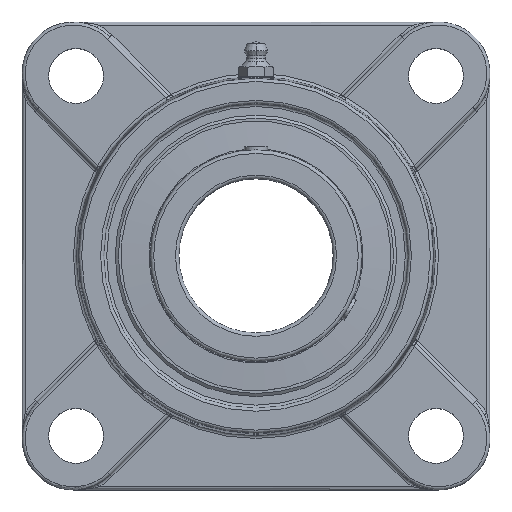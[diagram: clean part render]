
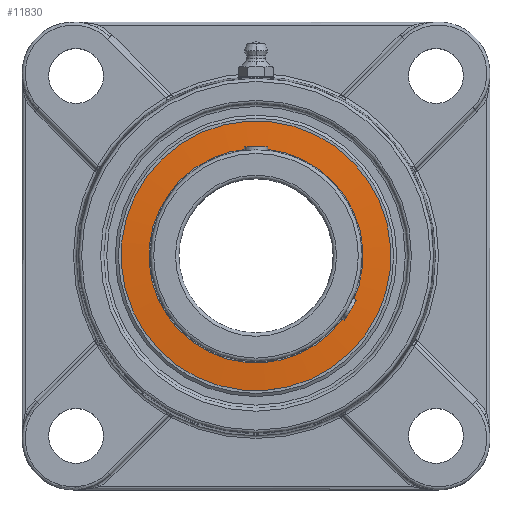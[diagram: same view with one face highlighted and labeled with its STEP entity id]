
A CAD part, top view. The second image highlights one B-rep face of the part: STEP entity #11830.
In plain terms, the highlighted conical face has half-angle 86.103 degrees and reference radius 35.306 mm.
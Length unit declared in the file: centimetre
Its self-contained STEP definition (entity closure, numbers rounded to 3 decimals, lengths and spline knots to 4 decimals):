
#11766=CARTESIAN_POINT('',(1.1379,-3.937,0.));
#11767=VERTEX_POINT('',#11766);
#11777=CARTESIAN_POINT('',(1.1379,3.937,0.));
#11778=VERTEX_POINT('',#11777);
#11779=CARTESIAN_POINT('',(1.1379,0.,0.));
#11780=DIRECTION('',(1.,0.,0.));
#11781=DIRECTION('',(-0.,1.,0.));
#11782=AXIS2_PLACEMENT_3D('',#11779,#11780,#11781);
#11783=CIRCLE('',#11782,3.937);
#11784=EDGE_CURVE('',#11778,#11767,#11783,.T.);
#11786=CARTESIAN_POINT('',(1.1379,0.,0.));
#11787=DIRECTION('',(1.,0.,0.));
#11788=DIRECTION('',(-0.,1.,0.));
#11789=AXIS2_PLACEMENT_3D('',#11786,#11787,#11788);
#11790=CIRCLE('',#11789,3.937);
#11791=EDGE_CURVE('',#11767,#11778,#11790,.T.);
#11796=CARTESIAN_POINT('',(1.1656,0.,0.));
#11797=DIRECTION('',(-1.,0.,0.));
#11798=DIRECTION('',(0.,1.,0.));
#11799=AXIS2_PLACEMENT_3D('',#11796,#11797,#11798);
#11800=CONICAL_SURFACE('',#11799,3.5306,86.103);
#11801=CARTESIAN_POINT('',(1.1933,-3.1242,-0.));
#11802=VERTEX_POINT('',#11801);
#11803=CARTESIAN_POINT('',(1.1933,-3.1242,-0.));
#11804=DIRECTION('',(-0.068,-0.998,-0.));
#11805=VECTOR('',#11804,0.8147);
#11806=LINE('',#11803,#11805);
#11807=EDGE_CURVE('',#11802,#11767,#11806,.T.);
#11808=ORIENTED_EDGE('',*,*,#11807,.T.);
#11809=ORIENTED_EDGE('',*,*,#11791,.T.);
#11810=ORIENTED_EDGE('',*,*,#11784,.T.);
#11811=ORIENTED_EDGE('',*,*,#11807,.F.);
#11812=CARTESIAN_POINT('',(1.1933,3.1242,0.));
#11813=VERTEX_POINT('',#11812);
#11814=CARTESIAN_POINT('',(1.1933,0.,0.));
#11815=DIRECTION('',(1.,0.,0.));
#11816=DIRECTION('',(-0.,1.,0.));
#11817=AXIS2_PLACEMENT_3D('',#11814,#11815,#11816);
#11818=CIRCLE('',#11817,3.1242);
#11819=EDGE_CURVE('',#11813,#11802,#11818,.T.);
#11820=ORIENTED_EDGE('',*,*,#11819,.F.);
#11821=CARTESIAN_POINT('',(1.1933,0.,0.));
#11822=DIRECTION('',(1.,0.,0.));
#11823=DIRECTION('',(-0.,1.,0.));
#11824=AXIS2_PLACEMENT_3D('',#11821,#11822,#11823);
#11825=CIRCLE('',#11824,3.1242);
#11826=EDGE_CURVE('',#11802,#11813,#11825,.T.);
#11827=ORIENTED_EDGE('',*,*,#11826,.F.);
#11828=EDGE_LOOP('',(#11808,#11809,#11810,#11811,#11820,#11827));
#11829=FACE_BOUND('',#11828,.T.);
#11830=ADVANCED_FACE('',(#11829),#11800,.T.);
